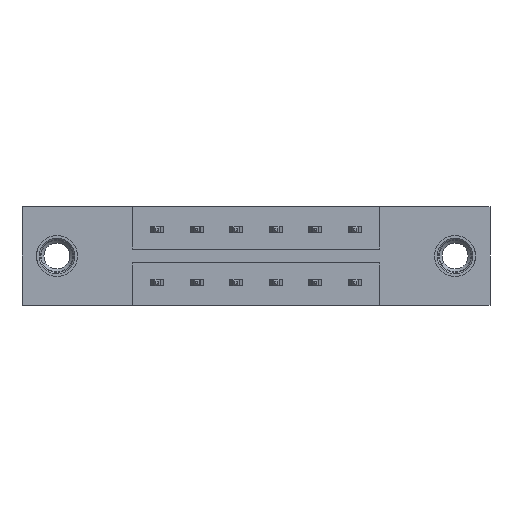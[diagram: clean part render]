
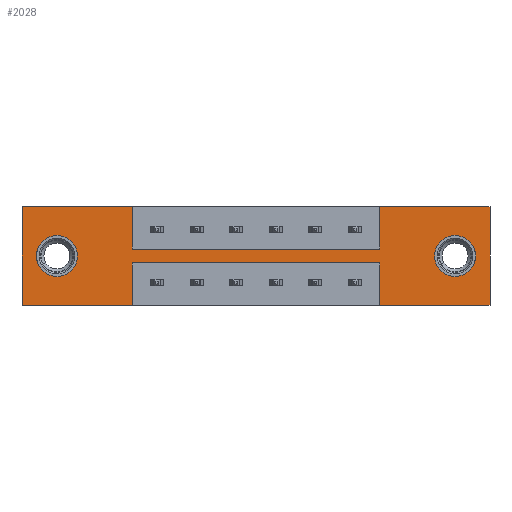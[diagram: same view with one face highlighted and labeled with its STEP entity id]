
A CAD part, front view. The second image highlights one B-rep face of the part: STEP entity #2028.
In plain terms, the highlighted planar face has unit normal (0, -1, 0).
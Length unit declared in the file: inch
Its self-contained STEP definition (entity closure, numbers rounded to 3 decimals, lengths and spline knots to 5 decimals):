
#112 = VERTEX_POINT ( 'NONE', #3099 ) ;
#290 = FACE_OUTER_BOUND ( 'NONE', #8829, .T. ) ;
#332 = ORIENTED_EDGE ( 'NONE', *, *, #9648, .F. ) ;
#429 = VECTOR ( 'NONE', #1180, 39.37008 ) ;
#433 = CARTESIAN_POINT ( 'NONE',  ( 1.3575, 0., -0.161 ) ) ;
#441 = VERTEX_POINT ( 'NONE', #5891 ) ;
#561 = LINE ( 'NONE', #2628, #2718 ) ;
#762 = CARTESIAN_POINT ( 'NONE',  ( 0.1325, 0., -0.1875 ) ) ;
#824 = ORIENTED_EDGE ( 'NONE', *, *, #2695, .F. ) ;
#1070 = AXIS2_PLACEMENT_3D ( 'NONE', #9308, #2573, #1876 ) ;
#1180 = DIRECTION ( 'NONE',  ( 0., 0., 1. ) ) ;
#1203 = PLANE ( 'NONE',  #5602 ) ;
#1241 = DIRECTION ( 'NONE',  ( -1., 0., 0. ) ) ;
#1491 = ORIENTED_EDGE ( 'NONE', *, *, #5109, .T. ) ;
#1644 = CARTESIAN_POINT ( 'NONE',  ( 0.4175, 0., -0.214 ) ) ;
#1725 = VERTEX_POINT ( 'NONE', #3744 ) ;
#1876 = DIRECTION ( 'NONE',  ( 0., 0., 1. ) ) ;
#1932 = VERTEX_POINT ( 'NONE', #6454 ) ;
#1941 = DIRECTION ( 'NONE',  ( 0., -1., 0. ) ) ;
#1978 = EDGE_CURVE ( 'NONE', #4801, #1932, #5803, .T. ) ;
#2010 = EDGE_CURVE ( 'NONE', #1932, #5894, #8178, .T. ) ;
#2023 = LINE ( 'NONE', #8723, #6708 ) ;
#2028 = ADVANCED_FACE ( 'NONE', ( #9098, #6630, #290 ), #1203, .T. ) ;
#2059 = VERTEX_POINT ( 'NONE', #7372 ) ;
#2118 = LINE ( 'NONE', #3161, #4695 ) ;
#2180 = VECTOR ( 'NONE', #6318, 39.37008 ) ;
#2385 = CARTESIAN_POINT ( 'NONE',  ( 0.1325, 0., -0.1095 ) ) ;
#2519 = DIRECTION ( 'NONE',  ( 0., 1., 0. ) ) ;
#2573 = DIRECTION ( 'NONE',  ( 0., 1., 0. ) ) ;
#2628 = CARTESIAN_POINT ( 'NONE',  ( 0., 0., -0.375 ) ) ;
#2649 = EDGE_CURVE ( 'NONE', #3186, #3448, #4165, .T. ) ;
#2695 = EDGE_CURVE ( 'NONE', #8267, #5960, #6027, .T. ) ;
#2718 = VECTOR ( 'NONE', #4844, 39.37008 ) ;
#2749 = DIRECTION ( 'NONE',  ( 1., 0., 0. ) ) ;
#2750 = VECTOR ( 'NONE', #6388, 39.37008 ) ;
#2787 = CIRCLE ( 'NONE', #4441, 0.078 ) ;
#2860 = ORIENTED_EDGE ( 'NONE', *, *, #1978, .F. ) ;
#2885 = CARTESIAN_POINT ( 'NONE',  ( 1.6425, 0., -0.1095 ) ) ;
#2932 = EDGE_LOOP ( 'NONE', ( #3141, #7197 ) ) ;
#2968 = DIRECTION ( 'NONE',  ( 0., 1., 0. ) ) ;
#3098 = CARTESIAN_POINT ( 'NONE',  ( 0., 0., 0. ) ) ;
#3099 = CARTESIAN_POINT ( 'NONE',  ( 0.4175, 0., -0.214 ) ) ;
#3108 = AXIS2_PLACEMENT_3D ( 'NONE', #762, #2968, #3761 ) ;
#3141 = ORIENTED_EDGE ( 'NONE', *, *, #2649, .T. ) ;
#3161 = CARTESIAN_POINT ( 'NONE',  ( 0.4175, 0., -0.161 ) ) ;
#3180 = EDGE_CURVE ( 'NONE', #6351, #4801, #7672, .T. ) ;
#3186 = VERTEX_POINT ( 'NONE', #2385 ) ;
#3272 = ORIENTED_EDGE ( 'NONE', *, *, #4687, .F. ) ;
#3346 = VECTOR ( 'NONE', #1241, 39.37008 ) ;
#3418 = ORIENTED_EDGE ( 'NONE', *, *, #5826, .F. ) ;
#3448 = VERTEX_POINT ( 'NONE', #5146 ) ;
#3618 = VERTEX_POINT ( 'NONE', #2885 ) ;
#3744 = CARTESIAN_POINT ( 'NONE',  ( 0.4175, 0., -0.375 ) ) ;
#3761 = DIRECTION ( 'NONE',  ( 0., 0., 1. ) ) ;
#3762 = EDGE_CURVE ( 'NONE', #4116, #112, #5898, .T. ) ;
#3842 = CARTESIAN_POINT ( 'NONE',  ( 1.6425, 0., -0.2655 ) ) ;
#4116 = VERTEX_POINT ( 'NONE', #7959 ) ;
#4165 = CIRCLE ( 'NONE', #1070, 0.078 ) ;
#4188 = CARTESIAN_POINT ( 'NONE',  ( 0., 0., -0.375 ) ) ;
#4296 = DIRECTION ( 'NONE',  ( 0., 0., -1. ) ) ;
#4305 = EDGE_CURVE ( 'NONE', #5960, #6351, #5067, .T. ) ;
#4441 = AXIS2_PLACEMENT_3D ( 'NONE', #6450, #7218, #9382 ) ;
#4485 = ORIENTED_EDGE ( 'NONE', *, *, #3180, .F. ) ;
#4583 = DIRECTION ( 'NONE',  ( 0., 0., -1. ) ) ;
#4666 = DIRECTION ( 'NONE',  ( 0., 0., -1. ) ) ;
#4687 = EDGE_CURVE ( 'NONE', #441, #2059, #2023, .T. ) ;
#4695 = VECTOR ( 'NONE', #4583, 39.37008 ) ;
#4727 = ORIENTED_EDGE ( 'NONE', *, *, #6818, .F. ) ;
#4801 = VERTEX_POINT ( 'NONE', #7978 ) ;
#4844 = DIRECTION ( 'NONE',  ( -1., 0., 0. ) ) ;
#4905 = CIRCLE ( 'NONE', #3108, 0.078 ) ;
#4922 = VECTOR ( 'NONE', #7937, 39.37008 ) ;
#4923 = CARTESIAN_POINT ( 'NONE',  ( 1.3575, 0., 0. ) ) ;
#5067 = LINE ( 'NONE', #6020, #8842 ) ;
#5081 = VERTEX_POINT ( 'NONE', #3842 ) ;
#5109 = EDGE_CURVE ( 'NONE', #3618, #5081, #5874, .T. ) ;
#5146 = CARTESIAN_POINT ( 'NONE',  ( 0.1325, 0., -0.2655 ) ) ;
#5476 = LINE ( 'NONE', #8798, #9714 ) ;
#5602 = AXIS2_PLACEMENT_3D ( 'NONE', #8705, #1941, #7254 ) ;
#5640 = EDGE_CURVE ( 'NONE', #2059, #8267, #2118, .T. ) ;
#5722 = DIRECTION ( 'NONE',  ( 0., 0., -1. ) ) ;
#5803 = LINE ( 'NONE', #7160, #7579 ) ;
#5826 = EDGE_CURVE ( 'NONE', #1725, #6347, #561, .T. ) ;
#5874 = CIRCLE ( 'NONE', #6670, 0.078 ) ;
#5891 = CARTESIAN_POINT ( 'NONE',  ( 0., 0., 0. ) ) ;
#5894 = VERTEX_POINT ( 'NONE', #8760 ) ;
#5898 = LINE ( 'NONE', #1644, #2750 ) ;
#5960 = VERTEX_POINT ( 'NONE', #433 ) ;
#6020 = CARTESIAN_POINT ( 'NONE',  ( 1.3575, 0., -0.161 ) ) ;
#6027 = LINE ( 'NONE', #8640, #2180 ) ;
#6212 = DIRECTION ( 'NONE',  ( 1., 0., 0. ) ) ;
#6318 = DIRECTION ( 'NONE',  ( 1., 0., 0. ) ) ;
#6347 = VERTEX_POINT ( 'NONE', #4188 ) ;
#6351 = VERTEX_POINT ( 'NONE', #4923 ) ;
#6388 = DIRECTION ( 'NONE',  ( -1., 0., 0. ) ) ;
#6450 = CARTESIAN_POINT ( 'NONE',  ( 1.6425, 0., -0.1875 ) ) ;
#6454 = CARTESIAN_POINT ( 'NONE',  ( 1.775, 0., -0.375 ) ) ;
#6630 = FACE_BOUND ( 'NONE', #2932, .T. ) ;
#6670 = AXIS2_PLACEMENT_3D ( 'NONE', #6859, #2519, #4666 ) ;
#6708 = VECTOR ( 'NONE', #2749, 39.37008 ) ;
#6728 = ORIENTED_EDGE ( 'NONE', *, *, #8880, .F. ) ;
#6818 = EDGE_CURVE ( 'NONE', #6347, #441, #8707, .T. ) ;
#6859 = CARTESIAN_POINT ( 'NONE',  ( 1.6425, 0., -0.1875 ) ) ;
#6913 = ORIENTED_EDGE ( 'NONE', *, *, #4305, .F. ) ;
#7088 = VECTOR ( 'NONE', #6212, 39.37008 ) ;
#7160 = CARTESIAN_POINT ( 'NONE',  ( 1.775, 0., 0. ) ) ;
#7197 = ORIENTED_EDGE ( 'NONE', *, *, #7887, .T. ) ;
#7218 = DIRECTION ( 'NONE',  ( 0., 1., 0. ) ) ;
#7254 = DIRECTION ( 'NONE',  ( 0., 0., -1. ) ) ;
#7372 = CARTESIAN_POINT ( 'NONE',  ( 0.4175, 0., 0. ) ) ;
#7403 = DIRECTION ( 'NONE',  ( 0., 0., 1. ) ) ;
#7475 = EDGE_LOOP ( 'NONE', ( #1491, #8088 ) ) ;
#7485 = LINE ( 'NONE', #7875, #429 ) ;
#7579 = VECTOR ( 'NONE', #5722, 39.37008 ) ;
#7672 = LINE ( 'NONE', #3098, #7088 ) ;
#7875 = CARTESIAN_POINT ( 'NONE',  ( 1.3575, 0., -0.214 ) ) ;
#7887 = EDGE_CURVE ( 'NONE', #3448, #3186, #4905, .T. ) ;
#7904 = CARTESIAN_POINT ( 'NONE',  ( 0., 0., 0. ) ) ;
#7937 = DIRECTION ( 'NONE',  ( 0., 0., 1. ) ) ;
#7959 = CARTESIAN_POINT ( 'NONE',  ( 1.3575, 0., -0.214 ) ) ;
#7978 = CARTESIAN_POINT ( 'NONE',  ( 1.775, 0., 0. ) ) ;
#8088 = ORIENTED_EDGE ( 'NONE', *, *, #9480, .T. ) ;
#8178 = LINE ( 'NONE', #8679, #3346 ) ;
#8267 = VERTEX_POINT ( 'NONE', #9266 ) ;
#8297 = ORIENTED_EDGE ( 'NONE', *, *, #3762, .F. ) ;
#8617 = ORIENTED_EDGE ( 'NONE', *, *, #2010, .F. ) ;
#8640 = CARTESIAN_POINT ( 'NONE',  ( 0.4175, 0., -0.161 ) ) ;
#8679 = CARTESIAN_POINT ( 'NONE',  ( 0., 0., -0.375 ) ) ;
#8705 = CARTESIAN_POINT ( 'NONE',  ( 0., 0., -0.375 ) ) ;
#8707 = LINE ( 'NONE', #7904, #4922 ) ;
#8723 = CARTESIAN_POINT ( 'NONE',  ( 0., 0., 0. ) ) ;
#8760 = CARTESIAN_POINT ( 'NONE',  ( 1.3575, 0., -0.375 ) ) ;
#8798 = CARTESIAN_POINT ( 'NONE',  ( 0.4175, 0., -0.214 ) ) ;
#8829 = EDGE_LOOP ( 'NONE', ( #6728, #8617, #2860, #4485, #6913, #824, #9678, #3272, #4727, #3418, #332, #8297 ) ) ;
#8842 = VECTOR ( 'NONE', #7403, 39.37008 ) ;
#8880 = EDGE_CURVE ( 'NONE', #5894, #4116, #7485, .T. ) ;
#9098 = FACE_BOUND ( 'NONE', #7475, .T. ) ;
#9266 = CARTESIAN_POINT ( 'NONE',  ( 0.4175, 0., -0.161 ) ) ;
#9308 = CARTESIAN_POINT ( 'NONE',  ( 0.1325, 0., -0.1875 ) ) ;
#9382 = DIRECTION ( 'NONE',  ( 0., 0., -1. ) ) ;
#9480 = EDGE_CURVE ( 'NONE', #5081, #3618, #2787, .T. ) ;
#9648 = EDGE_CURVE ( 'NONE', #112, #1725, #5476, .T. ) ;
#9678 = ORIENTED_EDGE ( 'NONE', *, *, #5640, .F. ) ;
#9714 = VECTOR ( 'NONE', #4296, 39.37008 ) ;
